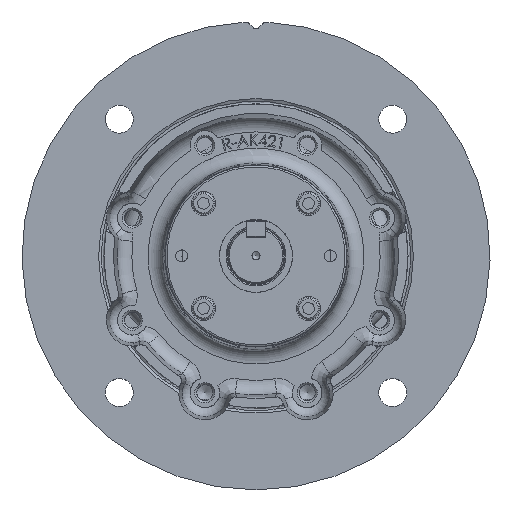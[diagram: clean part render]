
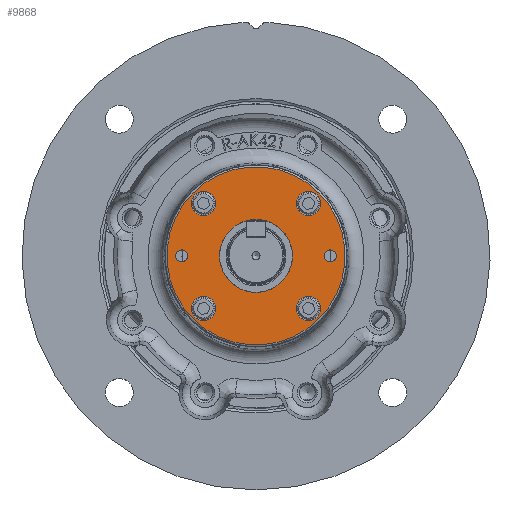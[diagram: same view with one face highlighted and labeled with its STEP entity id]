
A CAD part, top view. The second image highlights one B-rep face of the part: STEP entity #9868.
In plain terms, the highlighted face is planar.
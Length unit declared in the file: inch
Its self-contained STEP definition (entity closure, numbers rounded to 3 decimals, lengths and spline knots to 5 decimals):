
#409 = CARTESIAN_POINT ( 'NONE',  ( 0., -0.88388, -0.98438 ) ) ;
#902 = CIRCLE ( 'NONE', #6306, 0.205 ) ;
#1018 = ORIENTED_EDGE ( 'NONE', *, *, #18798, .F. ) ;
#1152 = CIRCLE ( 'NONE', #2898, 0.205 ) ;
#1166 = EDGE_CURVE ( 'NONE', #15837, #15837, #46942, .T. ) ;
#1189 = DIRECTION ( 'NONE',  ( 0., 0., -1. ) ) ;
#1721 = CARTESIAN_POINT ( 'NONE',  ( 0., 1.25, 0. ) ) ;
#2045 = DIRECTION ( 'NONE',  ( 0., 0., -1. ) ) ;
#2116 = CIRCLE ( 'NONE', #13785, 0.1005 ) ;
#2425 = FACE_OUTER_BOUND ( 'NONE', #18807, .T. ) ;
#2764 = CARTESIAN_POINT ( 'NONE',  ( 0., -1.25, 0. ) ) ;
#2898 = AXIS2_PLACEMENT_3D ( 'NONE', #34194, #12885, #46496 ) ;
#3524 = FACE_BOUND ( 'NONE', #50047, .T. ) ;
#4649 = ORIENTED_EDGE ( 'NONE', *, *, #1166, .F. ) ;
#4834 = CARTESIAN_POINT ( 'NONE',  ( 0., 0., 0. ) ) ;
#6278 = DIRECTION ( 'NONE',  ( 1., 0., 0. ) ) ;
#6306 = AXIS2_PLACEMENT_3D ( 'NONE', #1721, #27539, #22504 ) ;
#6733 = EDGE_CURVE ( 'NONE', #7971, #7971, #35459, .T. ) ;
#7016 = ORIENTED_EDGE ( 'NONE', *, *, #43471, .F. ) ;
#7445 = EDGE_CURVE ( 'NONE', #38823, #38823, #2116, .T. ) ;
#7971 = VERTEX_POINT ( 'NONE', #30438 ) ;
#8730 = DIRECTION ( 'NONE',  ( 1., 0., 0. ) ) ;
#9868 = ADVANCED_FACE ( 'NONE', ( #37451, #3524, #19810, #53939, #36643, #16140, #29345, #2425 ), #15599, .T. ) ;
#10439 = AXIS2_PLACEMENT_3D ( 'NONE', #19988, #6278, #2045 ) ;
#12885 = DIRECTION ( 'NONE',  ( 1., 0., 0. ) ) ;
#13579 = VERTEX_POINT ( 'NONE', #44377 ) ;
#13785 = AXIS2_PLACEMENT_3D ( 'NONE', #19108, #18842, #1189 ) ;
#14403 = VERTEX_POINT ( 'NONE', #40200 ) ;
#14574 = EDGE_CURVE ( 'NONE', #13579, #13579, #902, .T. ) ;
#15599 = PLANE ( 'NONE',  #16292 ) ;
#15837 = VERTEX_POINT ( 'NONE', #49732 ) ;
#15958 = VERTEX_POINT ( 'NONE', #33338 ) ;
#16140 = FACE_BOUND ( 'NONE', #44278, .T. ) ;
#16145 = EDGE_LOOP ( 'NONE', ( #32134 ) ) ;
#16227 = ORIENTED_EDGE ( 'NONE', *, *, #6733, .F. ) ;
#16292 = AXIS2_PLACEMENT_3D ( 'NONE', #28241, #54755, #33246 ) ;
#18093 = DIRECTION ( 'NONE',  ( 1., 0., 0. ) ) ;
#18798 = EDGE_CURVE ( 'NONE', #14403, #14403, #27489, .T. ) ;
#18807 = EDGE_LOOP ( 'NONE', ( #52271 ) ) ;
#18842 = DIRECTION ( 'NONE',  ( 1., 0., 0. ) ) ;
#18997 = EDGE_LOOP ( 'NONE', ( #1018 ) ) ;
#19108 = CARTESIAN_POINT ( 'NONE',  ( 0., -0.88388, -0.88388 ) ) ;
#19810 = FACE_BOUND ( 'NONE', #50056, .T. ) ;
#19868 = DIRECTION ( 'NONE',  ( 1., 0., 0. ) ) ;
#19988 = CARTESIAN_POINT ( 'NONE',  ( 0., 0., 1.25 ) ) ;
#20680 = CIRCLE ( 'NONE', #51980, 1.49893 ) ;
#22504 = DIRECTION ( 'NONE',  ( 0., 0., -1. ) ) ;
#24069 = CIRCLE ( 'NONE', #55284, 0.61468 ) ;
#26828 = CARTESIAN_POINT ( 'NONE',  ( 0., 0.88388, 0.88388 ) ) ;
#27084 = DIRECTION ( 'NONE',  ( 0., 0., -1. ) ) ;
#27489 = CIRCLE ( 'NONE', #10439, 0.205 ) ;
#27539 = DIRECTION ( 'NONE',  ( 1., 0., 0. ) ) ;
#28027 = DIRECTION ( 'NONE',  ( 0., 0., -1. ) ) ;
#28241 = CARTESIAN_POINT ( 'NONE',  ( 0., 0., 0. ) ) ;
#28664 = ORIENTED_EDGE ( 'NONE', *, *, #36697, .F. ) ;
#29345 = FACE_BOUND ( 'NONE', #36521, .T. ) ;
#29672 = CARTESIAN_POINT ( 'NONE',  ( 0., 0., -1.455 ) ) ;
#30363 = DIRECTION ( 'NONE',  ( 0., 0., -1. ) ) ;
#30438 = CARTESIAN_POINT ( 'NONE',  ( 0., -1.25, -0.205 ) ) ;
#31616 = ORIENTED_EDGE ( 'NONE', *, *, #14574, .F. ) ;
#32134 = ORIENTED_EDGE ( 'NONE', *, *, #7445, .F. ) ;
#33246 = DIRECTION ( 'NONE',  ( 0., 0., -1. ) ) ;
#33338 = CARTESIAN_POINT ( 'NONE',  ( 0., 0., -0.61468 ) ) ;
#34194 = CARTESIAN_POINT ( 'NONE',  ( 0., 0., -1.25 ) ) ;
#35459 = CIRCLE ( 'NONE', #51523, 0.205 ) ;
#36521 = EDGE_LOOP ( 'NONE', ( #28664 ) ) ;
#36643 = FACE_BOUND ( 'NONE', #16145, .T. ) ;
#36697 = EDGE_CURVE ( 'NONE', #15958, #15958, #24069, .T. ) ;
#37451 = FACE_BOUND ( 'NONE', #18997, .T. ) ;
#38823 = VERTEX_POINT ( 'NONE', #409 ) ;
#40200 = CARTESIAN_POINT ( 'NONE',  ( 0., 0., 1.045 ) ) ;
#40960 = EDGE_CURVE ( 'NONE', #49855, #49855, #20680, .T. ) ;
#43206 = CARTESIAN_POINT ( 'NONE',  ( 0., 0., 0. ) ) ;
#43471 = EDGE_CURVE ( 'NONE', #46707, #46707, #1152, .T. ) ;
#44274 = AXIS2_PLACEMENT_3D ( 'NONE', #26828, #18093, #27084 ) ;
#44278 = EDGE_LOOP ( 'NONE', ( #4649 ) ) ;
#44377 = CARTESIAN_POINT ( 'NONE',  ( 0., 1.25, -0.205 ) ) ;
#46209 = CARTESIAN_POINT ( 'NONE',  ( 0., 0., -1.49893 ) ) ;
#46496 = DIRECTION ( 'NONE',  ( 0., 0., -1. ) ) ;
#46707 = VERTEX_POINT ( 'NONE', #29672 ) ;
#46942 = CIRCLE ( 'NONE', #44274, 0.1005 ) ;
#47132 = DIRECTION ( 'NONE',  ( 1., 0., 0. ) ) ;
#47694 = DIRECTION ( 'NONE',  ( 0., 0., -1. ) ) ;
#49732 = CARTESIAN_POINT ( 'NONE',  ( 0., 0.88388, 0.78338 ) ) ;
#49855 = VERTEX_POINT ( 'NONE', #46209 ) ;
#50047 = EDGE_LOOP ( 'NONE', ( #7016 ) ) ;
#50056 = EDGE_LOOP ( 'NONE', ( #16227 ) ) ;
#51523 = AXIS2_PLACEMENT_3D ( 'NONE', #2764, #19868, #28027 ) ;
#51980 = AXIS2_PLACEMENT_3D ( 'NONE', #43206, #8730, #30363 ) ;
#52271 = ORIENTED_EDGE ( 'NONE', *, *, #40960, .T. ) ;
#53939 = FACE_BOUND ( 'NONE', #54776, .T. ) ;
#54755 = DIRECTION ( 'NONE',  ( 1., 0., 0. ) ) ;
#54776 = EDGE_LOOP ( 'NONE', ( #31616 ) ) ;
#55284 = AXIS2_PLACEMENT_3D ( 'NONE', #4834, #47132, #47694 ) ;
